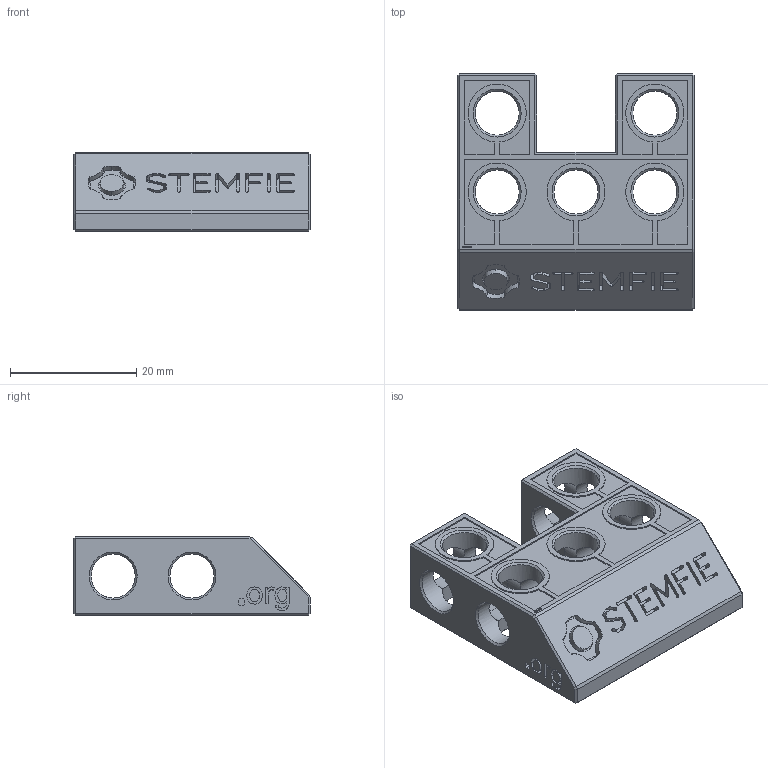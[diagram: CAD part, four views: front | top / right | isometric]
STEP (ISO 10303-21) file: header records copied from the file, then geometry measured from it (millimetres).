
FILE_DESCRIPTION(('FreeCAD Model'),'2;1');
FILE_NAME('Open CASCADE Shape Model','2024-01-19T10:24:50',(''),(''), 'Open CASCADE STEP processor 7.6','FreeCAD','Unknown');
FILE_SCHEMA(('AUTOMOTIVE_DESIGN { 1 0 10303 214 1 1 1 1 }'));
Products named in the file (1): Sign URL SLTD LAY F BU03x03x01 - SPN-SGN-0033 (stemfie.org)
Bounding box: 37.5 x 37.5 x 12.5 mm (x, y, z)
Volume: 8526.1 mm3; surface area: 6653.1 mm2
Topology: 1 solids, 1 shells, 657 faces, 1826 edges, 1198 vertices
Faces by surface type: plane 277, extrusion 160, bspline 144, cylinder 59, cone 17
Full cylindrical faces by diameter (mm): 7 x28
Entity records: 54928 total; most frequent: CARTESIAN_POINT 21745, DIRECTION 4784, ORIENTED_EDGE 3652, PCURVE 3652, DEFINITIONAL_REPRESENTATION 3652, VECTOR 3650, LINE 3490, B_SPLINE_CURVE_WITH_KNOTS 1864
